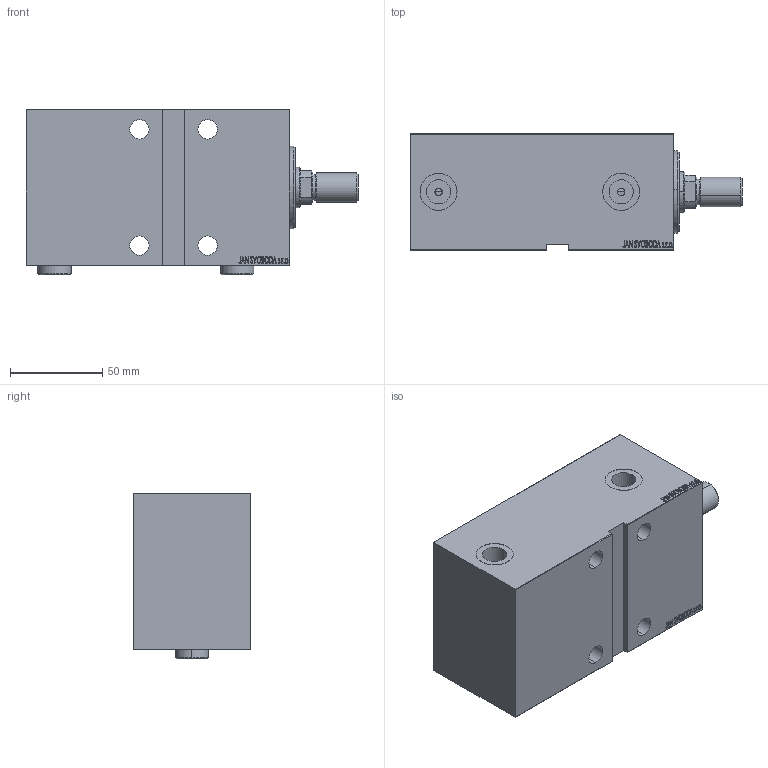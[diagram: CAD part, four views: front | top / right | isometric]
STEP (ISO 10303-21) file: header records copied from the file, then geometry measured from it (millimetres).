
FILE_DESCRIPTION (( 'STEP AP203' ), '1' );
FILE_NAME ('628d.STEP', '2024-11-13T12:34:32', ( '' ), ( '' ), 'SwSTEP 2.0', 'SolidWorks 2019', '' );
FILE_SCHEMA (( 'CONFIG_CONTROL_DESIGN' ));
Length unit declared in the file: millimetre
Products named in the file (6): V450CM_MALE_METRIC ba4a9ba71e0843a015b6b25646678812; 628d; V450CM_G_Body ba4a9ba71e0843a015b6b25646678812; V450CM_VC_G ba4a9ba71e0843a015b6b25646678812; Zatka_OIL_PORT ba4a9ba71e0843a015b6b25646678812; V450CM_G_VCP ba4a9ba71e0843a015b6b25646678812
Assembly tree (6 placements, depth 2):
  628d
    V450CM_G_Body ba4a9ba71e0843a015b6b25646678812
    V450CM_G_VCP ba4a9ba71e0843a015b6b25646678812
    V450CM_VC_G ba4a9ba71e0843a015b6b25646678812
    V450CM_MALE_METRIC ba4a9ba71e0843a015b6b25646678812
    Zatka_OIL_PORT ba4a9ba71e0843a015b6b25646678812  x2
Bounding box: 180 x 63 x 89.9 mm (x, y, z)
Volume: 661009.3 mm3; surface area: 106773.4 mm2
Topology: 6 solids, 6 shells, 929 faces, 2352 edges, 1553 vertices
Faces by surface type: plane 451, bspline 380, cylinder 74, cone 22, torus 2
Entity records: 44914 total; most frequent: CARTESIAN_POINT 24726, ORIENTED_EDGE 4620, DIRECTION 2784, EDGE_CURVE 2310, VERTEX_POINT 1529, LINE 1370, VECTOR 1370, EDGE_LOOP 1043
